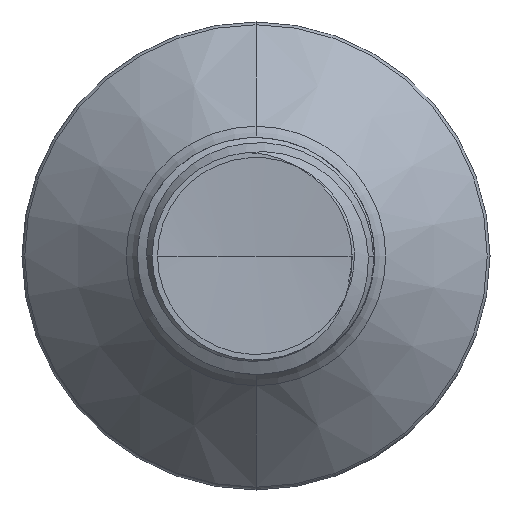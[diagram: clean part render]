
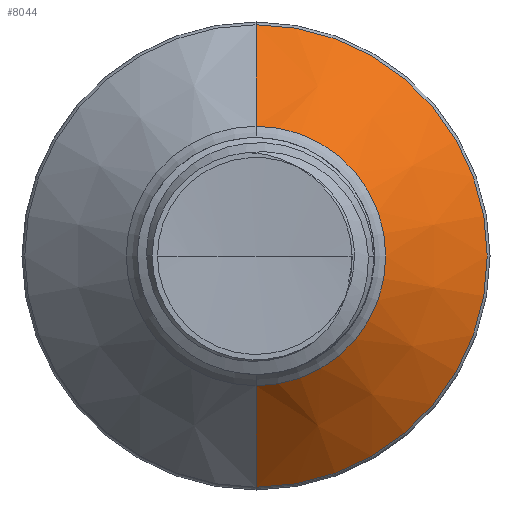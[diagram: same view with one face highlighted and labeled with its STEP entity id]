
A CAD part, front view. The second image highlights one B-rep face of the part: STEP entity #8044.
In plain terms, the highlighted conical face has half-angle 45 degrees and reference radius 4.381 mm.
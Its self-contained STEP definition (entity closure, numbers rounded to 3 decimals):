
#43 = CARTESIAN_POINT ( 'NONE',  ( 0., 12.485, -7.807 ) ) ;
#1154 = DIRECTION ( 'NONE',  ( 0., 0.707, -0.707 ) ) ;
#1308 = AXIS2_PLACEMENT_3D ( 'NONE', #16193, #15632, #15626 ) ;
#1858 = VECTOR ( 'NONE', #14207, 1000. ) ;
#1897 = CARTESIAN_POINT ( 'NONE',  ( 0., 9.058, -4.381 ) ) ;
#1925 = CARTESIAN_POINT ( 'NONE',  ( 0., 12.485, 7.807 ) ) ;
#2816 = EDGE_LOOP ( 'NONE', ( #5155, #14367, #2956, #15284 ) ) ;
#2829 = VERTEX_POINT ( 'NONE', #9783 ) ;
#2950 = LINE ( 'NONE', #14337, #1858 ) ;
#2956 = ORIENTED_EDGE ( 'NONE', *, *, #5576, .F. ) ;
#3828 = VERTEX_POINT ( 'NONE', #43 ) ;
#4246 = CARTESIAN_POINT ( 'NONE',  ( 0., 9.058, 4.381 ) ) ;
#4524 = EDGE_CURVE ( 'NONE', #16470, #14354, #2950, .T. ) ;
#5155 = ORIENTED_EDGE ( 'NONE', *, *, #7711, .T. ) ;
#5576 = EDGE_CURVE ( 'NONE', #14354, #3828, #15607, .T. ) ;
#6648 = EDGE_CURVE ( 'NONE', #2829, #3828, #10136, .T. ) ;
#6908 = DIRECTION ( 'NONE',  ( 0., 0., 1. ) ) ;
#6911 = DIRECTION ( 'NONE',  ( 0., 1., 0. ) ) ;
#6934 = CARTESIAN_POINT ( 'NONE',  ( 0., 12.485, 0. ) ) ;
#7711 = EDGE_CURVE ( 'NONE', #16470, #2829, #15786, .T. ) ;
#8044 = ADVANCED_FACE ( 'NONE', ( #17681 ), #14332, .T. ) ;
#8527 = AXIS2_PLACEMENT_3D ( 'NONE', #6934, #6911, #6908 ) ;
#9783 = CARTESIAN_POINT ( 'NONE',  ( 0., 9.058, -4.381 ) ) ;
#10136 = LINE ( 'NONE', #1897, #14180 ) ;
#14180 = VECTOR ( 'NONE', #1154, 1000. ) ;
#14207 = DIRECTION ( 'NONE',  ( 0., 0.707, 0.707 ) ) ;
#14332 = CONICAL_SURFACE ( 'NONE', #1308, 4.381, 0.785 ) ;
#14337 = CARTESIAN_POINT ( 'NONE',  ( 0., 9.058, 4.381 ) ) ;
#14354 = VERTEX_POINT ( 'NONE', #1925 ) ;
#14367 = ORIENTED_EDGE ( 'NONE', *, *, #6648, .T. ) ;
#15284 = ORIENTED_EDGE ( 'NONE', *, *, #4524, .F. ) ;
#15607 = CIRCLE ( 'NONE', #8527, 7.807 ) ;
#15626 = DIRECTION ( 'NONE',  ( 0., 0., 1. ) ) ;
#15632 = DIRECTION ( 'NONE',  ( 0., 1., 0. ) ) ;
#15786 = CIRCLE ( 'NONE', #16976, 4.381 ) ;
#16193 = CARTESIAN_POINT ( 'NONE',  ( 0., 9.058, 0. ) ) ;
#16470 = VERTEX_POINT ( 'NONE', #4246 ) ;
#16976 = AXIS2_PLACEMENT_3D ( 'NONE', #17168, #17149, #17137 ) ;
#17137 = DIRECTION ( 'NONE',  ( 0., 0., 1. ) ) ;
#17149 = DIRECTION ( 'NONE',  ( 0., 1., 0. ) ) ;
#17168 = CARTESIAN_POINT ( 'NONE',  ( 0., 9.058, 0. ) ) ;
#17681 = FACE_OUTER_BOUND ( 'NONE', #2816, .T. ) ;
